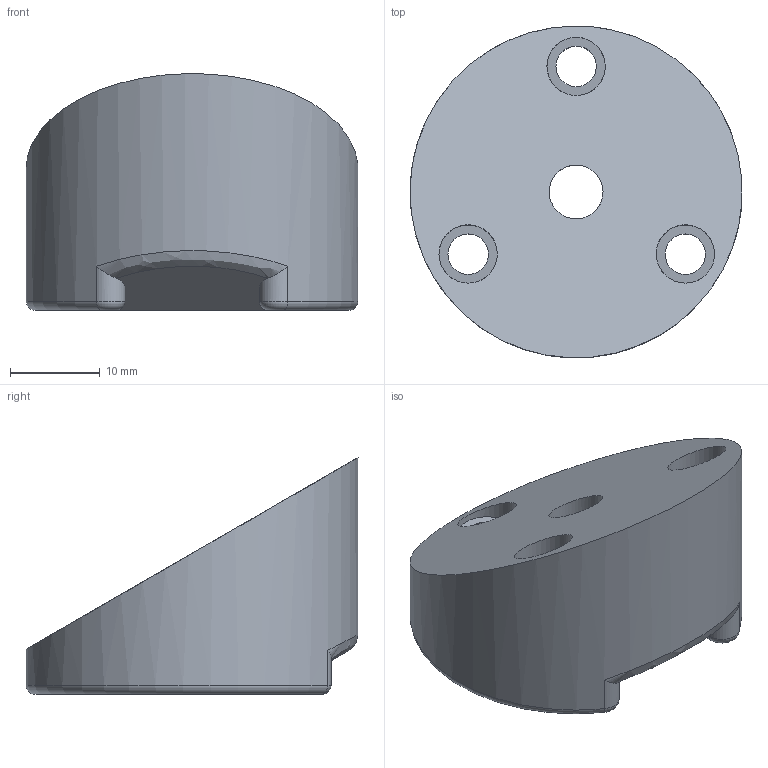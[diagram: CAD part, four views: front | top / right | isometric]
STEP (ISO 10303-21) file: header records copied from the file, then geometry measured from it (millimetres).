
FILE_DESCRIPTION(('FreeCAD Model'),'2;1');
FILE_NAME('Open CASCADE Shape Model','2024-03-25T19:38:14',(''),(''), 'Open CASCADE STEP processor 7.6','FreeCAD','Unknown');
FILE_SCHEMA(('AUTOMOTIVE_DESIGN { 1 0 10303 214 1 1 1 1 }'));
Length unit declared in the file: millimetre
Products named in the file (1): Body
Bounding box: 36.97 x 36.98 x 26.36 mm (x, y, z)
Volume: 14294.4 mm3; surface area: 5109 mm2
Topology: 1 solids, 1 shells, 27 faces, 60 edges, 39 vertices
Faces by surface type: cylinder 13, plane 9, torus 4, bspline 1
Full cylindrical faces by diameter (mm): 4.5 x3, 6 x1, 6.5 x3, 16 x1, 37 x1
Entity records: 1005 total; most frequent: CARTESIAN_POINT 346, DIRECTION 143, ORIENTED_EDGE 120, AXIS2_PLACEMENT_3D 61, EDGE_CURVE 60, FACE_BOUND 39, EDGE_LOOP 39, VERTEX_POINT 39
